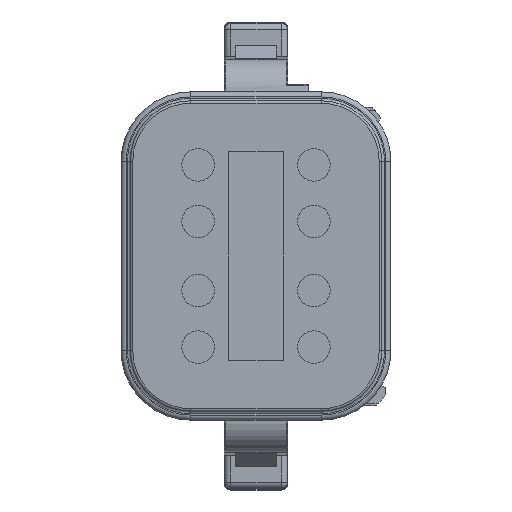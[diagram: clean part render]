
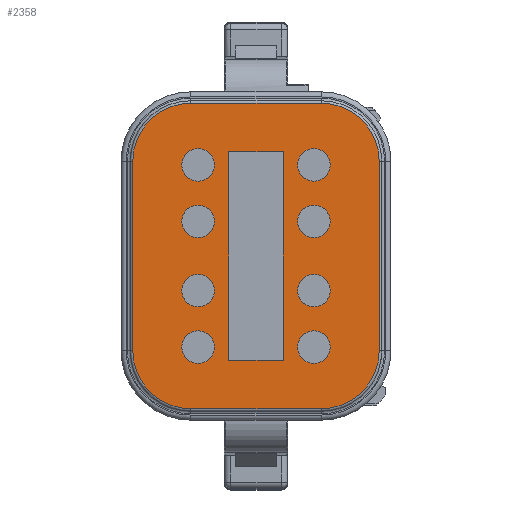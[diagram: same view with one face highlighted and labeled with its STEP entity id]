
A CAD part, front view. The second image highlights one B-rep face of the part: STEP entity #2358.
In plain terms, the highlighted planar face has unit normal (0, -1, 0).
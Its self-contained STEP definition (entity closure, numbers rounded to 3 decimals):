
#210=FACE_BOUND('',#3696,.T.);
#211=FACE_BOUND('',#3697,.T.);
#212=FACE_BOUND('',#3698,.T.);
#213=FACE_BOUND('',#3699,.T.);
#214=FACE_BOUND('',#3700,.T.);
#215=FACE_BOUND('',#3701,.T.);
#216=FACE_BOUND('',#3702,.T.);
#217=FACE_BOUND('',#3703,.T.);
#218=FACE_BOUND('',#3704,.T.);
#219=FACE_BOUND('',#3705,.T.);
#368=PLANE('',#10760);
#1173=LINE('',#19967,#1742);
#1176=LINE('',#19973,#1745);
#1178=LINE('',#19977,#1747);
#1180=LINE('',#19981,#1749);
#1181=LINE('',#19983,#1750);
#1182=LINE('',#19988,#1751);
#1183=LINE('',#19992,#1752);
#1184=LINE('',#19996,#1753);
#1742=VECTOR('',#13563,1.);
#1745=VECTOR('',#13568,1.);
#1747=VECTOR('',#13572,1.);
#1749=VECTOR('',#13576,1.);
#1750=VECTOR('',#13579,1.);
#1751=VECTOR('',#13582,1.);
#1752=VECTOR('',#13585,1.);
#1753=VECTOR('',#13588,1.);
#2358=ADVANCED_FACE('',(#210,#211,#212,#213,#214,#215,#216,#217,#218,#219),
#368,.T.);
#3696=EDGE_LOOP('',(#6653,#6654,#6655,#6656,#6657,#6658,#6659,#6660));
#3697=EDGE_LOOP('',(#6661,#6662,#6663,#6664));
#3698=EDGE_LOOP('',(#6665));
#3699=EDGE_LOOP('',(#6666));
#3700=EDGE_LOOP('',(#6667));
#3701=EDGE_LOOP('',(#6668));
#3702=EDGE_LOOP('',(#6669));
#3703=EDGE_LOOP('',(#6670));
#3704=EDGE_LOOP('',(#6671));
#3705=EDGE_LOOP('',(#6672));
#6653=ORIENTED_EDGE('',*,*,#8982,.T.);
#6654=ORIENTED_EDGE('',*,*,#8983,.T.);
#6655=ORIENTED_EDGE('',*,*,#8984,.T.);
#6656=ORIENTED_EDGE('',*,*,#8985,.T.);
#6657=ORIENTED_EDGE('',*,*,#8986,.T.);
#6658=ORIENTED_EDGE('',*,*,#8987,.T.);
#6659=ORIENTED_EDGE('',*,*,#8988,.T.);
#6660=ORIENTED_EDGE('',*,*,#8989,.T.);
#6661=ORIENTED_EDGE('',*,*,#8981,.F.);
#6662=ORIENTED_EDGE('',*,*,#8979,.F.);
#6663=ORIENTED_EDGE('',*,*,#8977,.F.);
#6664=ORIENTED_EDGE('',*,*,#8974,.F.);
#6665=ORIENTED_EDGE('',*,*,#8973,.F.);
#6666=ORIENTED_EDGE('',*,*,#8972,.F.);
#6667=ORIENTED_EDGE('',*,*,#8971,.F.);
#6668=ORIENTED_EDGE('',*,*,#8970,.F.);
#6669=ORIENTED_EDGE('',*,*,#8969,.F.);
#6670=ORIENTED_EDGE('',*,*,#8968,.F.);
#6671=ORIENTED_EDGE('',*,*,#8967,.F.);
#6672=ORIENTED_EDGE('',*,*,#8966,.F.);
#7579=VERTEX_POINT('',#19944);
#7580=VERTEX_POINT('',#19947);
#7581=VERTEX_POINT('',#19950);
#7582=VERTEX_POINT('',#19953);
#7583=VERTEX_POINT('',#19956);
#7584=VERTEX_POINT('',#19959);
#7585=VERTEX_POINT('',#19962);
#7586=VERTEX_POINT('',#19965);
#7587=VERTEX_POINT('',#19968);
#7588=VERTEX_POINT('',#19969);
#7589=VERTEX_POINT('',#19974);
#7590=VERTEX_POINT('',#19978);
#7591=VERTEX_POINT('',#19984);
#7592=VERTEX_POINT('',#19985);
#7593=VERTEX_POINT('',#19987);
#7594=VERTEX_POINT('',#19989);
#7595=VERTEX_POINT('',#19991);
#7596=VERTEX_POINT('',#19993);
#7597=VERTEX_POINT('',#19995);
#7598=VERTEX_POINT('',#19997);
#8966=EDGE_CURVE('',#7579,#7579,#9610,.T.);
#8967=EDGE_CURVE('',#7580,#7580,#9611,.T.);
#8968=EDGE_CURVE('',#7581,#7581,#9612,.T.);
#8969=EDGE_CURVE('',#7582,#7582,#9613,.T.);
#8970=EDGE_CURVE('',#7583,#7583,#9614,.T.);
#8971=EDGE_CURVE('',#7584,#7584,#9615,.T.);
#8972=EDGE_CURVE('',#7585,#7585,#9616,.T.);
#8973=EDGE_CURVE('',#7586,#7586,#9617,.T.);
#8974=EDGE_CURVE('',#7587,#7588,#1173,.T.);
#8977=EDGE_CURVE('',#7588,#7589,#1176,.T.);
#8979=EDGE_CURVE('',#7589,#7590,#1178,.T.);
#8981=EDGE_CURVE('',#7590,#7587,#1180,.T.);
#8982=EDGE_CURVE('',#7591,#7592,#1181,.T.);
#8983=EDGE_CURVE('',#7592,#7593,#9618,.T.);
#8984=EDGE_CURVE('',#7593,#7594,#1182,.T.);
#8985=EDGE_CURVE('',#7594,#7595,#9619,.T.);
#8986=EDGE_CURVE('',#7595,#7596,#1183,.T.);
#8987=EDGE_CURVE('',#7596,#7597,#9620,.T.);
#8988=EDGE_CURVE('',#7597,#7598,#1184,.T.);
#8989=EDGE_CURVE('',#7598,#7591,#9621,.T.);
#9610=CIRCLE('',#10736,1.28);
#9611=CIRCLE('',#10738,1.28);
#9612=CIRCLE('',#10740,1.28);
#9613=CIRCLE('',#10742,1.28);
#9614=CIRCLE('',#10744,1.28);
#9615=CIRCLE('',#10746,1.28);
#9616=CIRCLE('',#10748,1.28);
#9617=CIRCLE('',#10750,1.28);
#9618=CIRCLE('',#10756,4.55);
#9619=CIRCLE('',#10757,4.55);
#9620=CIRCLE('',#10758,4.55);
#9621=CIRCLE('',#10759,4.55);
#10736=AXIS2_PLACEMENT_3D('',#19943,#13531,#13532);
#10738=AXIS2_PLACEMENT_3D('',#19946,#13535,#13536);
#10740=AXIS2_PLACEMENT_3D('',#19949,#13539,#13540);
#10742=AXIS2_PLACEMENT_3D('',#19952,#13543,#13544);
#10744=AXIS2_PLACEMENT_3D('',#19955,#13547,#13548);
#10746=AXIS2_PLACEMENT_3D('',#19958,#13551,#13552);
#10748=AXIS2_PLACEMENT_3D('',#19961,#13555,#13556);
#10750=AXIS2_PLACEMENT_3D('',#19964,#13559,#13560);
#10756=AXIS2_PLACEMENT_3D('',#19986,#13580,#13581);
#10757=AXIS2_PLACEMENT_3D('',#19990,#13583,#13584);
#10758=AXIS2_PLACEMENT_3D('',#19994,#13586,#13587);
#10759=AXIS2_PLACEMENT_3D('',#19998,#13589,#13590);
#10760=AXIS2_PLACEMENT_3D('',#19999,#13591,#13592);
#13531=DIRECTION('',(0.,-1.,0.));
#13532=DIRECTION('',(1.,0.,0.));
#13535=DIRECTION('',(0.,-1.,0.));
#13536=DIRECTION('',(1.,0.,0.));
#13539=DIRECTION('',(0.,-1.,0.));
#13540=DIRECTION('',(1.,0.,0.));
#13543=DIRECTION('',(0.,-1.,0.));
#13544=DIRECTION('',(1.,0.,0.));
#13547=DIRECTION('',(0.,-1.,0.));
#13548=DIRECTION('',(1.,0.,0.));
#13551=DIRECTION('',(0.,-1.,0.));
#13552=DIRECTION('',(1.,0.,0.));
#13555=DIRECTION('',(0.,-1.,0.));
#13556=DIRECTION('',(1.,0.,0.));
#13559=DIRECTION('',(0.,-1.,0.));
#13560=DIRECTION('',(1.,0.,0.));
#13563=DIRECTION('',(1.,0.,0.));
#13568=DIRECTION('',(0.,0.,1.));
#13572=DIRECTION('',(-1.,0.,0.));
#13576=DIRECTION('',(0.,0.,-1.));
#13579=DIRECTION('',(0.,0.,1.));
#13580=DIRECTION('',(0.,-1.,0.));
#13581=DIRECTION('',(0.,0.,-1.));
#13582=DIRECTION('',(-1.,0.,0.));
#13583=DIRECTION('',(0.,-1.,0.));
#13584=DIRECTION('',(0.,0.,-1.));
#13585=DIRECTION('',(0.,0.,-1.));
#13586=DIRECTION('',(0.,-1.,0.));
#13587=DIRECTION('',(0.,0.,-1.));
#13588=DIRECTION('',(1.,0.,0.));
#13589=DIRECTION('',(0.,-1.,0.));
#13590=DIRECTION('',(0.,0.,-1.));
#13591=DIRECTION('',(0.,-1.,0.));
#13592=DIRECTION('',(0.,0.,1.));
#19943=CARTESIAN_POINT('',(4.56,0.,2.725));
#19944=CARTESIAN_POINT('',(5.84,0.,2.725));
#19946=CARTESIAN_POINT('',(4.56,0.,-7.175));
#19947=CARTESIAN_POINT('',(5.84,0.,-7.175));
#19949=CARTESIAN_POINT('',(-4.56,0.,2.725));
#19950=CARTESIAN_POINT('',(-3.28,0.,2.725));
#19952=CARTESIAN_POINT('',(-4.56,0.,-7.175));
#19953=CARTESIAN_POINT('',(-3.28,0.,-7.175));
#19955=CARTESIAN_POINT('',(-4.56,0.,-2.725));
#19956=CARTESIAN_POINT('',(-3.28,0.,-2.725));
#19958=CARTESIAN_POINT('',(-4.56,0.,7.175));
#19959=CARTESIAN_POINT('',(-3.28,0.,7.175));
#19961=CARTESIAN_POINT('',(4.56,0.,-2.725));
#19962=CARTESIAN_POINT('',(5.84,0.,-2.725));
#19964=CARTESIAN_POINT('',(4.56,0.,7.175));
#19965=CARTESIAN_POINT('',(5.84,0.,7.175));
#19967=CARTESIAN_POINT('',(-2.15,0.,-8.2));
#19968=CARTESIAN_POINT('',(-2.15,0.,-8.2));
#19969=CARTESIAN_POINT('',(2.15,0.,-8.2));
#19973=CARTESIAN_POINT('',(2.15,0.,-8.2));
#19974=CARTESIAN_POINT('',(2.15,0.,8.2));
#19977=CARTESIAN_POINT('',(2.15,0.,8.2));
#19978=CARTESIAN_POINT('',(-2.15,0.,8.2));
#19981=CARTESIAN_POINT('',(-2.15,0.,8.2));
#19983=CARTESIAN_POINT('',(9.7,0.,7.475));
#19984=CARTESIAN_POINT('',(9.7,0.,-7.475));
#19985=CARTESIAN_POINT('',(9.7,0.,7.475));
#19986=CARTESIAN_POINT('',(5.15,0.,7.475));
#19987=CARTESIAN_POINT('',(5.15,0.,12.025));
#19988=CARTESIAN_POINT('',(-5.15,0.,12.025));
#19989=CARTESIAN_POINT('',(-5.15,0.,12.025));
#19990=CARTESIAN_POINT('',(-5.15,0.,7.475));
#19991=CARTESIAN_POINT('',(-9.7,0.,7.475));
#19992=CARTESIAN_POINT('',(-9.7,0.,7.475));
#19993=CARTESIAN_POINT('',(-9.7,0.,-7.475));
#19994=CARTESIAN_POINT('',(-5.15,0.,-7.475));
#19995=CARTESIAN_POINT('',(-5.15,0.,-12.025));
#19996=CARTESIAN_POINT('',(-5.15,0.,-12.025));
#19997=CARTESIAN_POINT('',(5.15,0.,-12.025));
#19998=CARTESIAN_POINT('',(5.15,0.,-7.475));
#19999=CARTESIAN_POINT('',(-5.15,0.,7.475));
